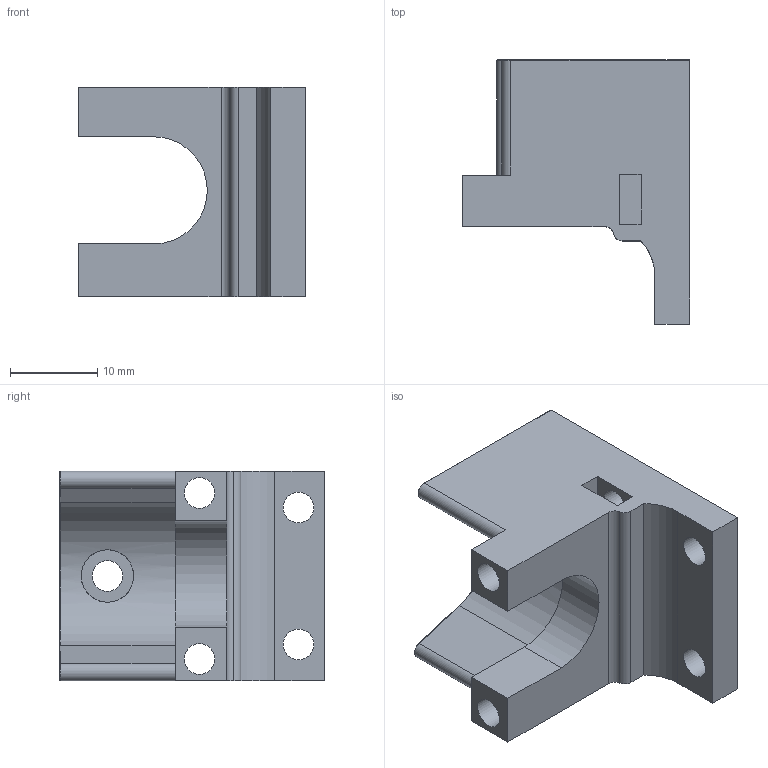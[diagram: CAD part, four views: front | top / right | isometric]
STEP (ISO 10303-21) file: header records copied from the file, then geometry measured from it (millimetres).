
FILE_DESCRIPTION(/* description */ (''),/* implementation_level */ '2;1');
FILE_NAME(/* name */ 'E3DV6_Groove_Mount v1.step',/* time_stamp */ '2020-09-05T23:19:35+01:00',/* author */ (''),/* organization */ (''),/* preprocessor_version */ 'ST-DEVELOPER v18.1',/* originating_system */ 'Autodesk Translation Framework v9.3.0.1241',/* authorisation */ '');
FILE_SCHEMA (('AUTOMOTIVE_DESIGN { 1 0 10303 214 3 1 1 }'));
Length unit declared in the file: millimetre
Products named in the file (1): E3DV6_Groove_Mount
Bounding box: 26 x 30.26 x 24 mm (x, y, z)
Volume: 7378.6 mm3; surface area: 4459 mm2
Topology: 1 solids, 1 shells, 49 faces, 129 edges, 85 vertices
Faces by surface type: plane 27, cylinder 19, torus 3
Full cylindrical faces by diameter (mm): 3.5 x7, 6 x1
Entity records: 1617 total; most frequent: CARTESIAN_POINT 298, DIRECTION 267, ORIENTED_EDGE 258, EDGE_CURVE 129, AXIS2_PLACEMENT_3D 90, LINE 87, VECTOR 87, VERTEX_POINT 85
